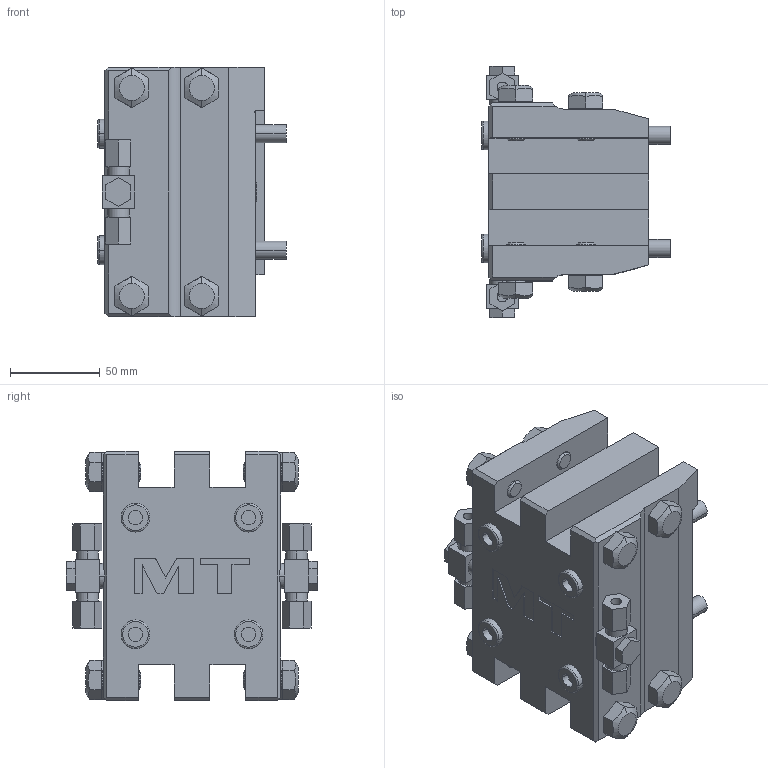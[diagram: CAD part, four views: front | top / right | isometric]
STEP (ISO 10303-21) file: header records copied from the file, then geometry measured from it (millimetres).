
FILE_DESCRIPTION((''),'2;1');
FILE_NAME('0422000_CONF','2023-10-16T11:44:02',('gvalli'),('M.T. srl'),'CREO PARAMETRIC BY PTC INC, 2021072','CREO PARAMETRIC BY PTC INC, 2021072','');
FILE_SCHEMA(('CONFIG_CONTROL_DESIGN'));
Length unit declared in the file: millimetre
Products named in the file (1): 0422000_CONF
Bounding box: 105 x 140 x 139 mm (x, y, z)
Volume: 1030223.6 mm3; surface area: 97597.5 mm2
Topology: 1 solids, 1 shells, 357 faces, 850 edges, 550 vertices
Faces by surface type: plane 223, cylinder 73, cone 33, torus 26, extrusion 2
Entity records: 11377 total; most frequent: CARTESIAN_POINT 2957, DIRECTION 1741, ORIENTED_EDGE 1700, EDGE_CURVE 850, AXIS2_PLACEMENT_3D 598, VERTEX_POINT 550, VECTOR 545, LINE 543
